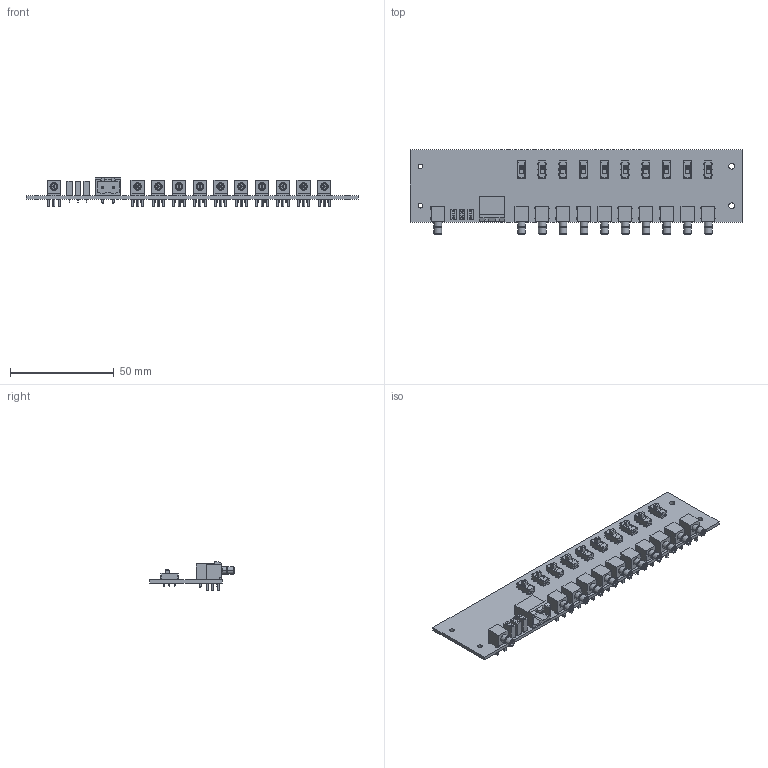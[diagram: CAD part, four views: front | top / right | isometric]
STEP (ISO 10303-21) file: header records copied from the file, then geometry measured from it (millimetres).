
FILE_DESCRIPTION(('KiCad electronic assembly'),'2;1');
FILE_NAME('HV_Safety_Loop.step','2023-11-09T10:18:47',('Pcbnew'),( 'Kicad'),'Open CASCADE STEP processor 7.7','KiCad to STEP converter' ,'Unknown');
FILE_SCHEMA(('AUTOMOTIVE_DESIGN { 1 0 10303 214 1 1 1 1 }'));
Length unit declared in the file: millimetre
Products named in the file (10): HV_Safety_Loop 1; SW_SPDT_EG1271; COMPOUND; PhoenixContact_MSTBA_2,5_2-G-5,08_1x02_P5.08mm_Horizontal; SOLID; SMB_CONNECTOR_90_ANGLE; PinSocket_1x02_P2.54mm_Vertical; HV_Safety_Loop PCB
Assembly tree (30 placements, depth 3):
  HV_Safety_Loop 1
    SW_SPDT_EG1271  x10
      COMPOUND
    PhoenixContact_MSTBA_2,5_2-G-5,08_1x02_P5.08mm_Horizontal
      SOLID
    SMB_CONNECTOR_90_ANGLE  x11
      SOLID
    PinSocket_1x02_P2.54mm_Vertical  x3
      SOLID
    HV_Safety_Loop PCB
Bounding box: 160 x 40.77 x 13.67 mm (x, y, z)
Volume: 15260.3 mm3; surface area: 21598.3 mm2
Topology: 26 solids, 26 shells, 3179 faces, 8522 edges, 5536 vertices
Faces by surface type: plane 2668, cylinder 423, cone 88
Full cylindrical faces by diameter (mm): 0.8 x60, 1 x6, 1.2 x11, 1.4 x2, 1.7 x44, 2.2 x2, 2.7 x2
Entity records: 38410 total; most frequent: CARTESIAN_POINT 7514, DIRECTION 5553, LINE 3733, VECTOR 3733, ORIENTED_EDGE 2910, PCURVE 2910, DEFINITIONAL_REPRESENTATION 2910, EDGE_CURVE 1455
